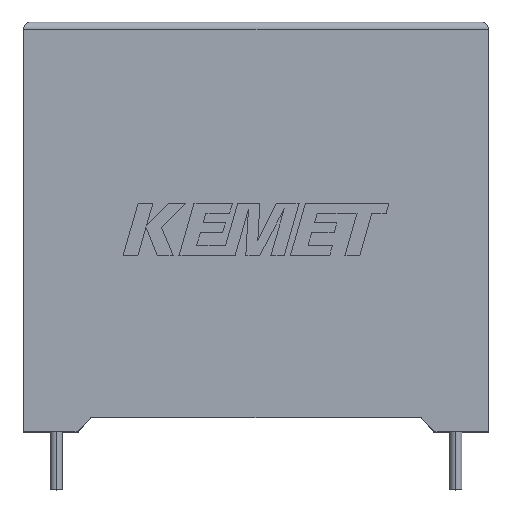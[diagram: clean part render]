
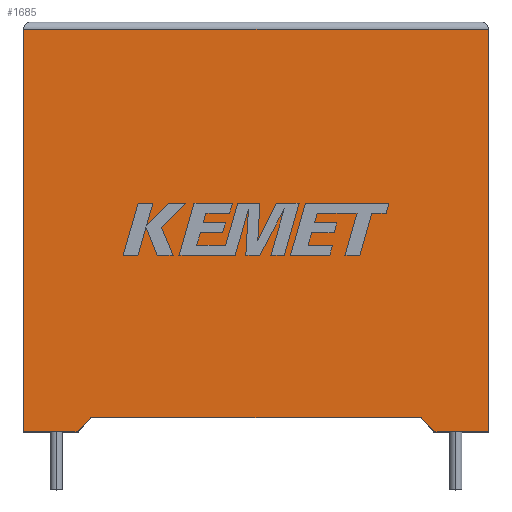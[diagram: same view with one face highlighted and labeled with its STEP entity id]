
A CAD part, top view. The second image highlights one B-rep face of the part: STEP entity #1685.
In plain terms, the highlighted planar face has unit normal (0, 0, 1).
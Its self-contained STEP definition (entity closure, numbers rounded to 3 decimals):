
#143 = CARTESIAN_POINT ( 'NONE',  ( 28.25, 0., 14.3 ) ) ;
#156 = ORIENTED_EDGE ( 'NONE', *, *, #537, .T. ) ;
#159 = VERTEX_POINT ( 'NONE', #2978 ) ;
#242 = CARTESIAN_POINT ( 'NONE',  ( 4.639, 0.972, 14.3 ) ) ;
#331 = LINE ( 'NONE', #2296, #3014 ) ;
#349 = VECTOR ( 'NONE', #1876, 1000. ) ;
#437 = CARTESIAN_POINT ( 'NONE',  ( 0., 0., 14.3 ) ) ;
#463 = CARTESIAN_POINT ( 'NONE',  ( 0., 0., 14.3 ) ) ;
#513 = EDGE_CURVE ( 'NONE', #2967, #760, #1326, .T. ) ;
#534 = LINE ( 'NONE', #2795, #1037 ) ;
#537 = EDGE_CURVE ( 'NONE', #760, #1462, #534, .T. ) ;
#556 = VECTOR ( 'NONE', #1084, 1000. ) ;
#584 = VECTOR ( 'NONE', #723, 1000. ) ;
#591 = LINE ( 'NONE', #2666, #584 ) ;
#642 = ORIENTED_EDGE ( 'NONE', *, *, #2673, .T. ) ;
#723 = DIRECTION ( 'NONE',  ( 0., 1., 0. ) ) ;
#760 = VERTEX_POINT ( 'NONE', #437 ) ;
#834 = LINE ( 'NONE', #2219, #1024 ) ;
#991 = LINE ( 'NONE', #2186, #2817 ) ;
#1024 = VECTOR ( 'NONE', #2518, 1000. ) ;
#1027 = LINE ( 'NONE', #2774, #556 ) ;
#1037 = VECTOR ( 'NONE', #1611, 1000. ) ;
#1084 = DIRECTION ( 'NONE',  ( -0.675, -0.738, 0. ) ) ;
#1105 = DIRECTION ( 'NONE',  ( -1., 0., 0. ) ) ;
#1158 = EDGE_LOOP ( 'NONE', ( #1456, #642, #2215, #156, #2793, #2998, #2218, #2427 ) ) ;
#1211 = FACE_OUTER_BOUND ( 'NONE', #1158, .T. ) ;
#1239 = CARTESIAN_POINT ( 'NONE',  ( 32., 27.7, 14.3 ) ) ;
#1304 = CARTESIAN_POINT ( 'NONE',  ( 0., 27.7, 14.3 ) ) ;
#1326 = LINE ( 'NONE', #3006, #349 ) ;
#1383 = VERTEX_POINT ( 'NONE', #143 ) ;
#1400 = AXIS2_PLACEMENT_3D ( 'NONE', #463, #2130, #2389 ) ;
#1456 = ORIENTED_EDGE ( 'NONE', *, *, #1697, .T. ) ;
#1462 = VERTEX_POINT ( 'NONE', #2064 ) ;
#1611 = DIRECTION ( 'NONE',  ( 1., 0., 0. ) ) ;
#1665 = CARTESIAN_POINT ( 'NONE',  ( 0., 27.7, 14.3 ) ) ;
#1685 = ADVANCED_FACE ( 'NONE', ( #1211 ), #1880, .F. ) ;
#1697 = EDGE_CURVE ( 'NONE', #3044, #2861, #591, .T. ) ;
#1740 = EDGE_CURVE ( 'NONE', #1383, #3044, #991, .T. ) ;
#1876 = DIRECTION ( 'NONE',  ( 0., -1., 0. ) ) ;
#1880 = PLANE ( 'NONE',  #1400 ) ;
#1893 = VECTOR ( 'NONE', #2938, 1000. ) ;
#2064 = CARTESIAN_POINT ( 'NONE',  ( 3.75, 0., 14.3 ) ) ;
#2130 = DIRECTION ( 'NONE',  ( 0., 0., -1. ) ) ;
#2138 = EDGE_CURVE ( 'NONE', #2657, #1462, #1027, .T. ) ;
#2186 = CARTESIAN_POINT ( 'NONE',  ( 0., 0., 14.3 ) ) ;
#2215 = ORIENTED_EDGE ( 'NONE', *, *, #513, .T. ) ;
#2218 = ORIENTED_EDGE ( 'NONE', *, *, #2350, .T. ) ;
#2219 = CARTESIAN_POINT ( 'NONE',  ( 28.25, 0., 14.3 ) ) ;
#2296 = CARTESIAN_POINT ( 'NONE',  ( 16., 0.972, 14.3 ) ) ;
#2350 = EDGE_CURVE ( 'NONE', #159, #1383, #834, .T. ) ;
#2389 = DIRECTION ( 'NONE',  ( -1., 0., 0. ) ) ;
#2427 = ORIENTED_EDGE ( 'NONE', *, *, #1740, .T. ) ;
#2518 = DIRECTION ( 'NONE',  ( 0.675, -0.738, 0. ) ) ;
#2574 = EDGE_CURVE ( 'NONE', #159, #2657, #331, .T. ) ;
#2657 = VERTEX_POINT ( 'NONE', #242 ) ;
#2666 = CARTESIAN_POINT ( 'NONE',  ( 32., 0., 14.3 ) ) ;
#2673 = EDGE_CURVE ( 'NONE', #2861, #2967, #2699, .T. ) ;
#2699 = LINE ( 'NONE', #1304, #1893 ) ;
#2774 = CARTESIAN_POINT ( 'NONE',  ( 3.75, 0., 14.3 ) ) ;
#2793 = ORIENTED_EDGE ( 'NONE', *, *, #2138, .F. ) ;
#2795 = CARTESIAN_POINT ( 'NONE',  ( 0., 0., 14.3 ) ) ;
#2817 = VECTOR ( 'NONE', #2874, 1000. ) ;
#2861 = VERTEX_POINT ( 'NONE', #1239 ) ;
#2874 = DIRECTION ( 'NONE',  ( 1., 0., 0. ) ) ;
#2938 = DIRECTION ( 'NONE',  ( -1., 0., 0. ) ) ;
#2946 = CARTESIAN_POINT ( 'NONE',  ( 32., 0., 14.3 ) ) ;
#2967 = VERTEX_POINT ( 'NONE', #1665 ) ;
#2978 = CARTESIAN_POINT ( 'NONE',  ( 27.361, 0.972, 14.3 ) ) ;
#2998 = ORIENTED_EDGE ( 'NONE', *, *, #2574, .F. ) ;
#3006 = CARTESIAN_POINT ( 'NONE',  ( 0., 0., 14.3 ) ) ;
#3014 = VECTOR ( 'NONE', #1105, 1000. ) ;
#3044 = VERTEX_POINT ( 'NONE', #2946 ) ;
